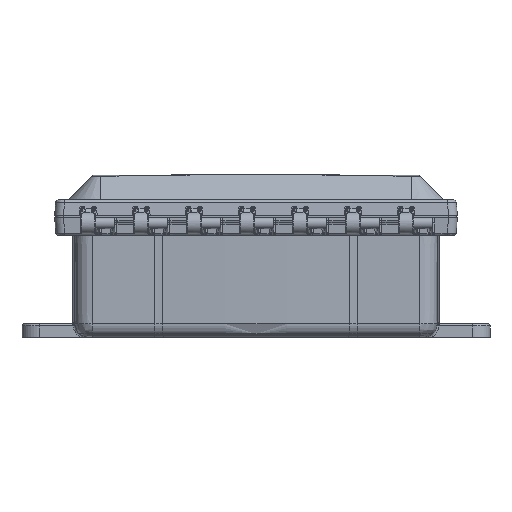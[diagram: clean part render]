
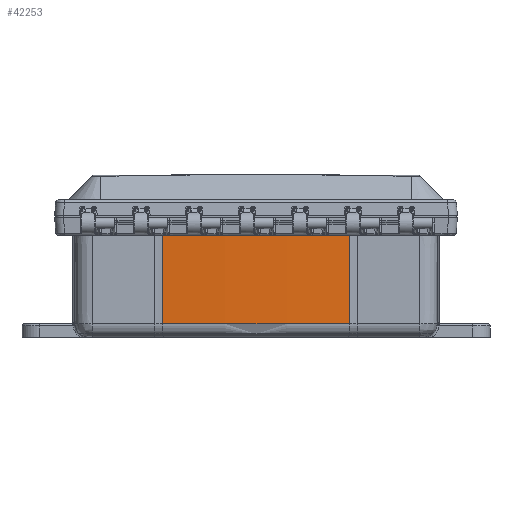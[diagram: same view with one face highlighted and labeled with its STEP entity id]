
A CAD part, left-side view. The second image highlights one B-rep face of the part: STEP entity #42253.
In plain terms, the highlighted conical face has half-angle 0.25 degrees and reference radius 1537.44 mm.
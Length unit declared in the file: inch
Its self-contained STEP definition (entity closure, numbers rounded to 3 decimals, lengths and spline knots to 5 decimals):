
#6 = DIRECTION ( 'NONE',  ( -0.004, 0., 1. ) ) ;
#1280 = VERTEX_POINT ( 'NONE', #86729 ) ;
#4193 = DIRECTION ( 'NONE',  ( 0., 0., 1. ) ) ;
#5151 = FACE_OUTER_BOUND ( 'NONE', #24082, .T. ) ;
#5740 = CARTESIAN_POINT ( 'NONE',  ( -4.13168, 2.54997, -1.5567 ) ) ;
#9476 = VECTOR ( 'NONE', #85859, 39.37008 ) ;
#20095 = VERTEX_POINT ( 'NONE', #62506 ) ;
#20373 = DIRECTION ( 'NONE',  ( 0., -1., 0. ) ) ;
#24082 = EDGE_LOOP ( 'NONE', ( #32517, #93781, #68432, #34969 ) ) ;
#25222 = CONICAL_SURFACE ( 'NONE', #59637, 60.52907, 0.004 ) ;
#25250 = DIRECTION ( 'NONE',  ( 0., 0., -1. ) ) ;
#25280 = CIRCLE ( 'NONE', #80059, 60.52907 ) ;
#29733 = AXIS2_PLACEMENT_3D ( 'NONE', #41423, #25250, #40455 ) ;
#32517 = ORIENTED_EDGE ( 'NONE', *, *, #48110, .T. ) ;
#34969 = ORIENTED_EDGE ( 'NONE', *, *, #64826, .T. ) ;
#35087 = CARTESIAN_POINT ( 'NONE',  ( 56.32875, -0.09252, 0.945 ) ) ;
#39176 = DIRECTION ( 'NONE',  ( 0., -1., 0. ) ) ;
#40455 = DIRECTION ( 'NONE',  ( -0.999, -0.044, 0. ) ) ;
#41423 = CARTESIAN_POINT ( 'NONE',  ( 56.32875, -0.09252, -1.5567 ) ) ;
#42253 = ADVANCED_FACE ( 'NONE', ( #5151 ), #25222, .T. ) ;
#48110 = EDGE_CURVE ( 'NONE', #81078, #1280, #25280, .T. ) ;
#50106 = LINE ( 'NONE', #55989, #9476 ) ;
#51081 = CARTESIAN_POINT ( 'NONE',  ( -4.14259, -2.73548, 0.945 ) ) ;
#52987 = LINE ( 'NONE', #51081, #55525 ) ;
#53407 = DIRECTION ( 'NONE',  ( 0., 0., -1. ) ) ;
#55337 = CARTESIAN_POINT ( 'NONE',  ( -4.14259, -2.73548, 0.945 ) ) ;
#55525 = VECTOR ( 'NONE', #6, 39.37008 ) ;
#55989 = CARTESIAN_POINT ( 'NONE',  ( -4.13168, 2.54997, -1.5567 ) ) ;
#59637 = AXIS2_PLACEMENT_3D ( 'NONE', #35087, #4193, #20373 ) ;
#61456 = VERTEX_POINT ( 'NONE', #5740 ) ;
#62506 = CARTESIAN_POINT ( 'NONE',  ( -4.13168, -2.735, -1.5567 ) ) ;
#64826 = EDGE_CURVE ( 'NONE', #20095, #81078, #52987, .T. ) ;
#68432 = ORIENTED_EDGE ( 'NONE', *, *, #84700, .F. ) ;
#79836 = CIRCLE ( 'NONE', #29733, 60.51815 ) ;
#80059 = AXIS2_PLACEMENT_3D ( 'NONE', #84723, #53407, #39176 ) ;
#81078 = VERTEX_POINT ( 'NONE', #55337 ) ;
#84700 = EDGE_CURVE ( 'NONE', #20095, #61456, #79836, .T. ) ;
#84723 = CARTESIAN_POINT ( 'NONE',  ( 56.32875, -0.09252, 0.945 ) ) ;
#85859 = DIRECTION ( 'NONE',  ( 0.004, 0., -1. ) ) ;
#86729 = CARTESIAN_POINT ( 'NONE',  ( -4.14259, 2.55045, 0.945 ) ) ;
#91380 = EDGE_CURVE ( 'NONE', #1280, #61456, #50106, .T. ) ;
#93781 = ORIENTED_EDGE ( 'NONE', *, *, #91380, .T. ) ;
